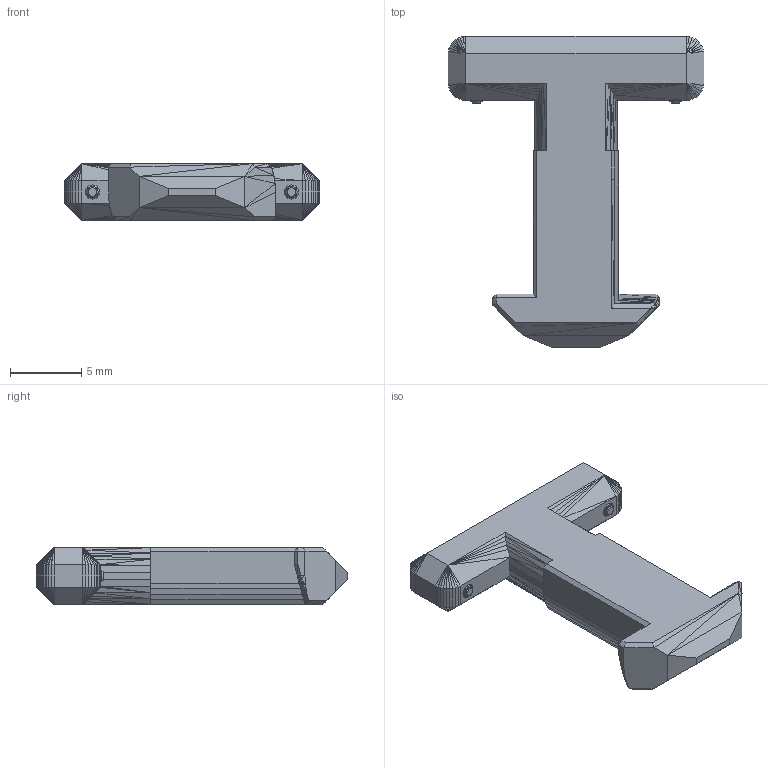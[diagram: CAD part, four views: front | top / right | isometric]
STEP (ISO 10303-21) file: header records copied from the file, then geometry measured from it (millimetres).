
FILE_DESCRIPTION(/* description */ (''),/* implementation_level */ '2;1');
FILE_NAME(/* name */ 'key 8mm.step',/* time_stamp */ '2024-04-05T09:53:16+02:00',/* author */ (''),/* organization */ (''),/* preprocessor_version */ 'ST-DEVELOPER v20',/* originating_system */ 'Autodesk Translation Framework v12.20.1.177',/* authorisation */ '');
FILE_SCHEMA (('AUTOMOTIVE_DESIGN { 1 0 10303 214 3 1 1 }'));
Length unit declared in the file: millimetre
Products named in the file (2): (Non enregistré); Composant1
Assembly tree (1 placements, depth 2):
  (Non enregistré)
    Composant1
Bounding box: 18 x 21.9 x 4 mm (x, y, z)
Volume: 690.2 mm3; surface area: 637.5 mm2
Topology: 1 solids, 1 shells, 621 faces, 1150 edges, 533 vertices
Faces by surface type: plane 621
Entity records: 14149 total; most frequent: DIRECTION 2398, CARTESIAN_POINT 2307, ORIENTED_EDGE 2300, LINE 1150, VECTOR 1150, EDGE_CURVE 1150, AXIS2_PLACEMENT_3D 624, EDGE_LOOP 623
